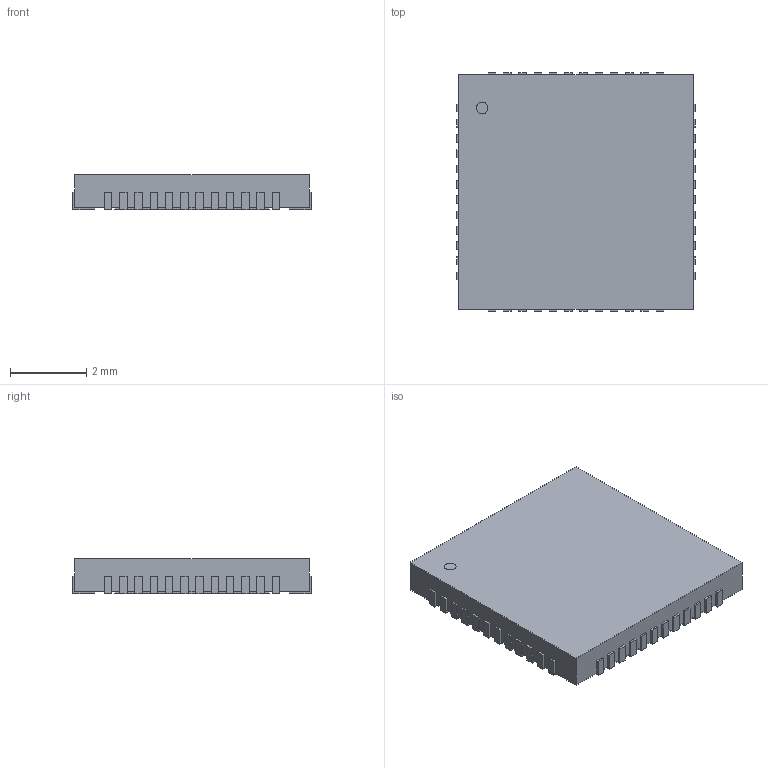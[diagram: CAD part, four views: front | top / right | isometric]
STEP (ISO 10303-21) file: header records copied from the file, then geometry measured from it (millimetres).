
FILE_DESCRIPTION(('STEP AP214'),'1');
FILE_NAME('RSL48_4P05X4P05','2018-03-27T23:09:43',(''),(''),'','','');
FILE_SCHEMA(('AUTOMOTIVE_DESIGN'));
Length unit declared in the file: millimetre
Products named in the file (1): product
Bounding box: 6.25 x 6.25 x 0.92 mm (x, y, z)
Volume: 0 mm3; surface area: 155.3 mm2
Topology: 1 solids, 397 shells, 399 faces, 1779 edges, 1778 vertices
Faces by surface type: plane 398, cylinder 1
Full cylindrical faces by diameter (mm): 0.308 x1
Entity records: 19660 total; most frequent: CARTESIAN_POINT 3957, VERTEX_POINT 3554, DIRECTION 2582, ORIENTED_EDGE 1780, EDGE_CURVE 1778, LINE 1776, VECTOR 1776, AXIS2_PLACEMENT_3D 403
